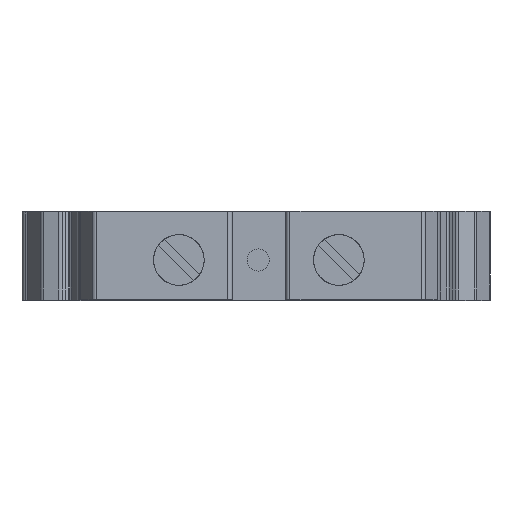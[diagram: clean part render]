
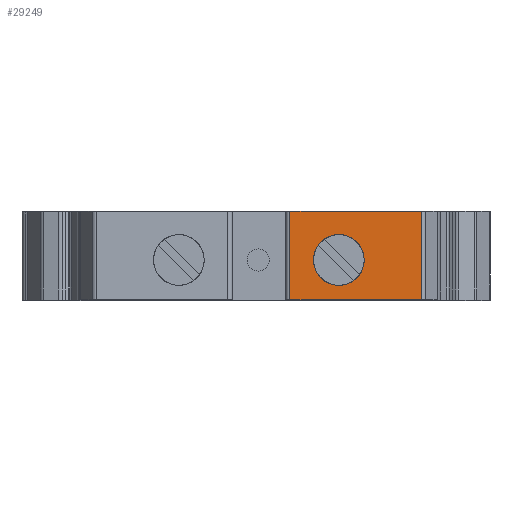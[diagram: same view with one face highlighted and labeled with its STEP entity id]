
A CAD part, top view. The second image highlights one B-rep face of the part: STEP entity #29249.
In plain terms, the highlighted planar face has unit normal (0, 0, 1).
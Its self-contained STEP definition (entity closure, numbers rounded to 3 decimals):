
#71 = CARTESIAN_POINT ( 'NONE',  ( 0.961, 10., 55.549 ) ) ;
#190 = EDGE_CURVE ( 'NONE', #32777, #20066, #24944, .T. ) ;
#847 = VECTOR ( 'NONE', #15530, 1000. ) ;
#866 = CIRCLE ( 'NONE', #4758, 2.85 ) ;
#1307 = CARTESIAN_POINT ( 'NONE',  ( -13.85, 0., 55.549 ) ) ;
#3927 = DIRECTION ( 'NONE',  ( 1., 0., 0. ) ) ;
#4758 = AXIS2_PLACEMENT_3D ( 'NONE', #6498, #16968, #27436 ) ;
#5147 = PLANE ( 'NONE',  #29237 ) ;
#5924 = VECTOR ( 'NONE', #19882, 1000. ) ;
#6498 = CARTESIAN_POINT ( 'NONE',  ( -8.35, 4.5, 55.549 ) ) ;
#6674 = LINE ( 'NONE', #11993, #5924 ) ;
#7070 = FACE_OUTER_BOUND ( 'NONE', #7553, .T. ) ;
#7218 = ORIENTED_EDGE ( 'NONE', *, *, #15824, .T. ) ;
#7553 = EDGE_LOOP ( 'NONE', ( #15246, #8661, #8503, #13485 ) ) ;
#7572 = ORIENTED_EDGE ( 'NONE', *, *, #13138, .T. ) ;
#7916 = DIRECTION ( 'NONE',  ( 0., 0., -1. ) ) ;
#8055 = VECTOR ( 'NONE', #3927, 1000. ) ;
#8503 = ORIENTED_EDGE ( 'NONE', *, *, #33243, .F. ) ;
#8661 = ORIENTED_EDGE ( 'NONE', *, *, #15799, .F. ) ;
#10373 = CARTESIAN_POINT ( 'NONE',  ( -13.397, 10., 55.549 ) ) ;
#10725 = DIRECTION ( 'NONE',  ( 1., 0., 0. ) ) ;
#10796 = DIRECTION ( 'NONE',  ( 0., 0., -1. ) ) ;
#11993 = CARTESIAN_POINT ( 'NONE',  ( -13.85, 10., 55.549 ) ) ;
#13138 = EDGE_CURVE ( 'NONE', #28000, #29409, #16987, .T. ) ;
#13485 = ORIENTED_EDGE ( 'NONE', *, *, #16137, .T. ) ;
#13593 = VERTEX_POINT ( 'NONE', #71 ) ;
#15246 = ORIENTED_EDGE ( 'NONE', *, *, #190, .T. ) ;
#15530 = DIRECTION ( 'NONE',  ( 0., -1., 0. ) ) ;
#15643 = VECTOR ( 'NONE', #10725, 1000. ) ;
#15799 = EDGE_CURVE ( 'NONE', #13593, #20066, #23272, .T. ) ;
#15824 = EDGE_CURVE ( 'NONE', #29409, #28000, #866, .T. ) ;
#15992 = DIRECTION ( 'NONE',  ( 0., -1., 0. ) ) ;
#16137 = EDGE_CURVE ( 'NONE', #32675, #32777, #6674, .T. ) ;
#16212 = LINE ( 'NONE', #10373, #15643 ) ;
#16968 = DIRECTION ( 'NONE',  ( 0., 0., -1. ) ) ;
#16987 = CIRCLE ( 'NONE', #25782, 2.85 ) ;
#17554 = FACE_BOUND ( 'NONE', #25785, .T. ) ;
#19882 = DIRECTION ( 'NONE',  ( 0., -1., 0. ) ) ;
#19919 = CARTESIAN_POINT ( 'NONE',  ( -8.35, 1.65, 55.549 ) ) ;
#20066 = VERTEX_POINT ( 'NONE', #28062 ) ;
#20469 = CARTESIAN_POINT ( 'NONE',  ( 0.961, 10., 55.549 ) ) ;
#20594 = CARTESIAN_POINT ( 'NONE',  ( -8.35, 4.5, 55.549 ) ) ;
#21142 = CARTESIAN_POINT ( 'NONE',  ( -13.85, 10., 55.549 ) ) ;
#23272 = LINE ( 'NONE', #31166, #847 ) ;
#24248 = CARTESIAN_POINT ( 'NONE',  ( -8.35, 7.35, 55.549 ) ) ;
#24944 = LINE ( 'NONE', #30256, #8055 ) ;
#25782 = AXIS2_PLACEMENT_3D ( 'NONE', #20594, #10796, #31244 ) ;
#25785 = EDGE_LOOP ( 'NONE', ( #7572, #7218 ) ) ;
#27436 = DIRECTION ( 'NONE',  ( -1., 0., 0. ) ) ;
#28000 = VERTEX_POINT ( 'NONE', #19919 ) ;
#28062 = CARTESIAN_POINT ( 'NONE',  ( 0.961, 0., 55.549 ) ) ;
#29237 = AXIS2_PLACEMENT_3D ( 'NONE', #20469, #7916, #15992 ) ;
#29249 = ADVANCED_FACE ( 'NONE', ( #7070, #17554 ), #5147, .F. ) ;
#29409 = VERTEX_POINT ( 'NONE', #24248 ) ;
#30256 = CARTESIAN_POINT ( 'NONE',  ( 0.961, 0., 55.549 ) ) ;
#31166 = CARTESIAN_POINT ( 'NONE',  ( 0.961, 10., 55.549 ) ) ;
#31244 = DIRECTION ( 'NONE',  ( -1., 0., 0. ) ) ;
#32675 = VERTEX_POINT ( 'NONE', #21142 ) ;
#32777 = VERTEX_POINT ( 'NONE', #1307 ) ;
#33243 = EDGE_CURVE ( 'NONE', #32675, #13593, #16212, .T. ) ;
